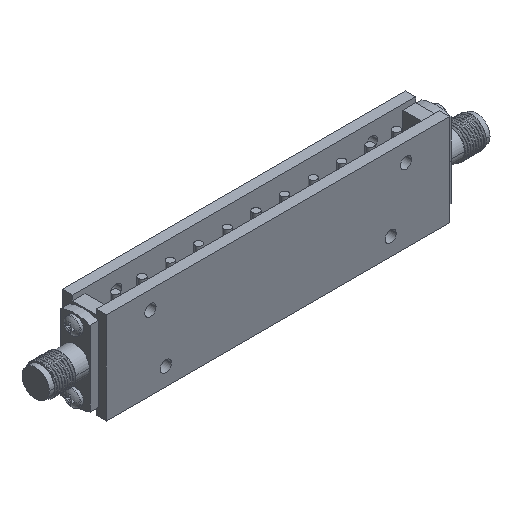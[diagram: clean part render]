
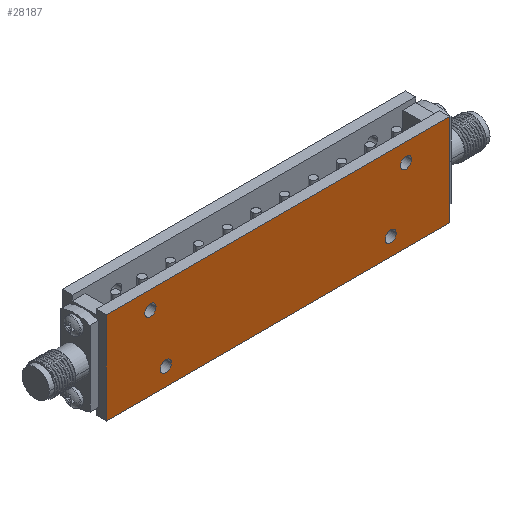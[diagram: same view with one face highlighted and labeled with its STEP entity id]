
A CAD part, isometric view. The second image highlights one B-rep face of the part: STEP entity #28187.
In plain terms, the highlighted planar face has unit normal (0, -1, 0).
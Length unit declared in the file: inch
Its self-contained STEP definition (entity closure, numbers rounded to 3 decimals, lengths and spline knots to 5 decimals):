
#421 = AXIS2_PLACEMENT_3D ( 'NONE', #18855, #41642, #28966 ) ;
#947 = CARTESIAN_POINT ( 'NONE',  ( -1.32283, -0.17126, 0.35433 ) ) ;
#1174 = DIRECTION ( 'NONE',  ( 0., 0., -1. ) ) ;
#1237 = EDGE_CURVE ( 'NONE', #12895, #4899, #8811, .T. ) ;
#1247 = VERTEX_POINT ( 'NONE', #947 ) ;
#1367 = DIRECTION ( 'NONE',  ( 0., -1., 0. ) ) ;
#1672 = FACE_BOUND ( 'NONE', #11964, .T. ) ;
#2394 = VERTEX_POINT ( 'NONE', #16006 ) ;
#2556 = CARTESIAN_POINT ( 'NONE',  ( -0.98425, -0.17126, 0.21654 ) ) ;
#2909 = VERTEX_POINT ( 'NONE', #16888 ) ;
#4316 = LINE ( 'NONE', #36272, #24413 ) ;
#4570 = CARTESIAN_POINT ( 'NONE',  ( -1.32283, -0.17126, 0.35433 ) ) ;
#4596 = EDGE_CURVE ( 'NONE', #15269, #1247, #7636, .T. ) ;
#4597 = CARTESIAN_POINT ( 'NONE',  ( 0.82283, -0.17126, -0.21654 ) ) ;
#4899 = VERTEX_POINT ( 'NONE', #28854 ) ;
#5206 = CIRCLE ( 'NONE', #8517, 0.04331 ) ;
#7099 = CARTESIAN_POINT ( 'NONE',  ( -0.86614, -0.17126, -0.21654 ) ) ;
#7346 = DIRECTION ( 'NONE',  ( 0., -1., 0. ) ) ;
#7543 = DIRECTION ( 'NONE',  ( -1., 0., 0. ) ) ;
#7636 = LINE ( 'NONE', #26955, #8539 ) ;
#8160 = VERTEX_POINT ( 'NONE', #4597 ) ;
#8466 = EDGE_LOOP ( 'NONE', ( #17093, #24213 ) ) ;
#8517 = AXIS2_PLACEMENT_3D ( 'NONE', #40672, #9097, #37532 ) ;
#8539 = VECTOR ( 'NONE', #33324, 39.37008 ) ;
#8799 = DIRECTION ( 'NONE',  ( 1., 0., 0. ) ) ;
#8811 = CIRCLE ( 'NONE', #15519, 0.04331 ) ;
#9097 = DIRECTION ( 'NONE',  ( 0., -1., 0. ) ) ;
#9112 = CARTESIAN_POINT ( 'NONE',  ( 0.86614, -0.17126, -0.21654 ) ) ;
#10322 = VERTEX_POINT ( 'NONE', #26408 ) ;
#10420 = EDGE_CURVE ( 'NONE', #30387, #30422, #4316, .T. ) ;
#10651 = LINE ( 'NONE', #4570, #16124 ) ;
#11079 = DIRECTION ( 'NONE',  ( 0., 0., 1. ) ) ;
#11765 = FACE_BOUND ( 'NONE', #41416, .T. ) ;
#11964 = EDGE_LOOP ( 'NONE', ( #28770, #34739 ) ) ;
#12895 = VERTEX_POINT ( 'NONE', #28056 ) ;
#13116 = EDGE_CURVE ( 'NONE', #32633, #10322, #26276, .T. ) ;
#13260 = CIRCLE ( 'NONE', #21944, 0.04331 ) ;
#13621 = ORIENTED_EDGE ( 'NONE', *, *, #10420, .T. ) ;
#13804 = DIRECTION ( 'NONE',  ( 1., 0., 0. ) ) ;
#14482 = PLANE ( 'NONE',  #421 ) ;
#14630 = CARTESIAN_POINT ( 'NONE',  ( 1.32283, -0.17126, -0.35433 ) ) ;
#14694 = FACE_BOUND ( 'NONE', #37027, .T. ) ;
#14897 = AXIS2_PLACEMENT_3D ( 'NONE', #33011, #7346, #7543 ) ;
#15112 = FACE_BOUND ( 'NONE', #8466, .T. ) ;
#15243 = CIRCLE ( 'NONE', #27367, 0.04331 ) ;
#15269 = VERTEX_POINT ( 'NONE', #37046 ) ;
#15519 = AXIS2_PLACEMENT_3D ( 'NONE', #7099, #16896, #26171 ) ;
#15796 = CARTESIAN_POINT ( 'NONE',  ( -1.02756, -0.17126, 0.21654 ) ) ;
#16006 = CARTESIAN_POINT ( 'NONE',  ( 0.90945, -0.17126, -0.21654 ) ) ;
#16124 = VECTOR ( 'NONE', #1174, 39.37008 ) ;
#16487 = DIRECTION ( 'NONE',  ( 1., 0., 0. ) ) ;
#16491 = ORIENTED_EDGE ( 'NONE', *, *, #1237, .F. ) ;
#16888 = CARTESIAN_POINT ( 'NONE',  ( 1.02756, -0.17126, 0.21654 ) ) ;
#16896 = DIRECTION ( 'NONE',  ( 0., -1., 0. ) ) ;
#17093 = ORIENTED_EDGE ( 'NONE', *, *, #17655, .F. ) ;
#17097 = DIRECTION ( 'NONE',  ( 1., 0., 0. ) ) ;
#17655 = EDGE_CURVE ( 'NONE', #8160, #2394, #23598, .T. ) ;
#18745 = DIRECTION ( 'NONE',  ( 0., -1., 0. ) ) ;
#18855 = CARTESIAN_POINT ( 'NONE',  ( 0., -0.17126, 0. ) ) ;
#21944 = AXIS2_PLACEMENT_3D ( 'NONE', #29806, #39519, #13804 ) ;
#21990 = DIRECTION ( 'NONE',  ( 0., -1., 0. ) ) ;
#22160 = CIRCLE ( 'NONE', #24211, 0.04331 ) ;
#23214 = EDGE_CURVE ( 'NONE', #41109, #2909, #5206, .T. ) ;
#23598 = CIRCLE ( 'NONE', #14897, 0.04331 ) ;
#23630 = EDGE_CURVE ( 'NONE', #4899, #12895, #13260, .T. ) ;
#23752 = ORIENTED_EDGE ( 'NONE', *, *, #28259, .F. ) ;
#23951 = CIRCLE ( 'NONE', #26604, 0.04331 ) ;
#24211 = AXIS2_PLACEMENT_3D ( 'NONE', #27926, #21990, #8799 ) ;
#24213 = ORIENTED_EDGE ( 'NONE', *, *, #28635, .F. ) ;
#24413 = VECTOR ( 'NONE', #17097, 39.37008 ) ;
#25155 = CARTESIAN_POINT ( 'NONE',  ( 0.94094, -0.17126, 0.21654 ) ) ;
#26149 = EDGE_CURVE ( 'NONE', #30422, #15269, #27266, .T. ) ;
#26171 = DIRECTION ( 'NONE',  ( -1., 0., 0. ) ) ;
#26276 = CIRCLE ( 'NONE', #28307, 0.04331 ) ;
#26408 = CARTESIAN_POINT ( 'NONE',  ( -0.94094, -0.17126, 0.21654 ) ) ;
#26604 = AXIS2_PLACEMENT_3D ( 'NONE', #29541, #1367, #16487 ) ;
#26955 = CARTESIAN_POINT ( 'NONE',  ( 1.32283, -0.17126, 0.35433 ) ) ;
#27266 = LINE ( 'NONE', #14630, #33299 ) ;
#27367 = AXIS2_PLACEMENT_3D ( 'NONE', #9112, #18745, #31615 ) ;
#27726 = ORIENTED_EDGE ( 'NONE', *, *, #13116, .F. ) ;
#27926 = CARTESIAN_POINT ( 'NONE',  ( 0.98425, -0.17126, 0.21654 ) ) ;
#28056 = CARTESIAN_POINT ( 'NONE',  ( -0.90945, -0.17126, -0.21654 ) ) ;
#28178 = DIRECTION ( 'NONE',  ( -1., 0., 0. ) ) ;
#28187 = ADVANCED_FACE ( 'NONE', ( #1672, #14694, #11765, #15112, #37464 ), #14482, .T. ) ;
#28259 = EDGE_CURVE ( 'NONE', #10322, #32633, #23951, .T. ) ;
#28307 = AXIS2_PLACEMENT_3D ( 'NONE', #2556, #37911, #28178 ) ;
#28372 = ORIENTED_EDGE ( 'NONE', *, *, #26149, .T. ) ;
#28635 = EDGE_CURVE ( 'NONE', #2394, #8160, #15243, .T. ) ;
#28770 = ORIENTED_EDGE ( 'NONE', *, *, #39939, .F. ) ;
#28854 = CARTESIAN_POINT ( 'NONE',  ( -0.82283, -0.17126, -0.21654 ) ) ;
#28966 = DIRECTION ( 'NONE',  ( 1., 0., 0. ) ) ;
#29541 = CARTESIAN_POINT ( 'NONE',  ( -0.98425, -0.17126, 0.21654 ) ) ;
#29806 = CARTESIAN_POINT ( 'NONE',  ( -0.86614, -0.17126, -0.21654 ) ) ;
#30387 = VERTEX_POINT ( 'NONE', #31049 ) ;
#30422 = VERTEX_POINT ( 'NONE', #30833 ) ;
#30833 = CARTESIAN_POINT ( 'NONE',  ( 1.32283, -0.17126, -0.35433 ) ) ;
#31049 = CARTESIAN_POINT ( 'NONE',  ( -1.32283, -0.17126, -0.35433 ) ) ;
#31615 = DIRECTION ( 'NONE',  ( 1., 0., 0. ) ) ;
#32633 = VERTEX_POINT ( 'NONE', #15796 ) ;
#33011 = CARTESIAN_POINT ( 'NONE',  ( 0.86614, -0.17126, -0.21654 ) ) ;
#33299 = VECTOR ( 'NONE', #11079, 39.37008 ) ;
#33324 = DIRECTION ( 'NONE',  ( -1., 0., 0. ) ) ;
#34642 = ORIENTED_EDGE ( 'NONE', *, *, #4596, .T. ) ;
#34739 = ORIENTED_EDGE ( 'NONE', *, *, #23214, .F. ) ;
#36272 = CARTESIAN_POINT ( 'NONE',  ( -1.32283, -0.17126, -0.35433 ) ) ;
#37027 = EDGE_LOOP ( 'NONE', ( #23752, #27726 ) ) ;
#37046 = CARTESIAN_POINT ( 'NONE',  ( 1.32283, -0.17126, 0.35433 ) ) ;
#37464 = FACE_OUTER_BOUND ( 'NONE', #38409, .T. ) ;
#37532 = DIRECTION ( 'NONE',  ( -1., 0., 0. ) ) ;
#37858 = EDGE_CURVE ( 'NONE', #1247, #30387, #10651, .T. ) ;
#37911 = DIRECTION ( 'NONE',  ( 0., -1., 0. ) ) ;
#38409 = EDGE_LOOP ( 'NONE', ( #34642, #40153, #13621, #28372 ) ) ;
#38451 = ORIENTED_EDGE ( 'NONE', *, *, #23630, .F. ) ;
#39519 = DIRECTION ( 'NONE',  ( 0., -1., 0. ) ) ;
#39939 = EDGE_CURVE ( 'NONE', #2909, #41109, #22160, .T. ) ;
#40153 = ORIENTED_EDGE ( 'NONE', *, *, #37858, .T. ) ;
#40672 = CARTESIAN_POINT ( 'NONE',  ( 0.98425, -0.17126, 0.21654 ) ) ;
#41109 = VERTEX_POINT ( 'NONE', #25155 ) ;
#41416 = EDGE_LOOP ( 'NONE', ( #16491, #38451 ) ) ;
#41642 = DIRECTION ( 'NONE',  ( 0., -1., 0. ) ) ;
